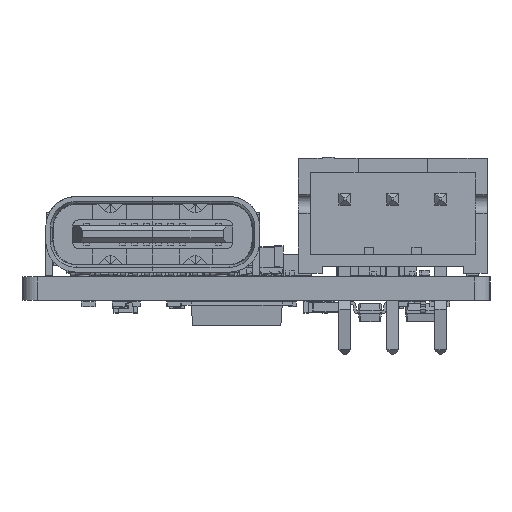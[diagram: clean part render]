
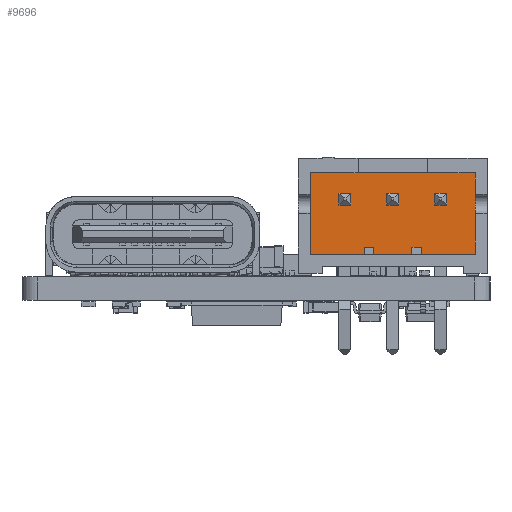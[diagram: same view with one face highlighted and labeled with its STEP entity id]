
A CAD part, left-side view. The second image highlights one B-rep face of the part: STEP entity #9696.
In plain terms, the highlighted face is planar.
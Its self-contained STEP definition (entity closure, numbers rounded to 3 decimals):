
#8747 = VERTEX_POINT('',#8748);
#8748 = CARTESIAN_POINT('',(5.45,-2.05,0.8));
#8754 = EDGE_CURVE('',#8747,#8755,#8757,.T.);
#8755 = VERTEX_POINT('',#8756);
#8756 = CARTESIAN_POINT('',(5.45,-2.05,4.2));
#8757 = LINE('',#8758,#8759);
#8758 = CARTESIAN_POINT('',(5.45,-2.05,0.8));
#8759 = VECTOR('',#8760,1.);
#8760 = DIRECTION('',(0.,0.,1.));
#9292 = VERTEX_POINT('',#9293);
#9293 = CARTESIAN_POINT('',(-1.45,-2.05,0.8));
#9299 = EDGE_CURVE('',#9292,#9300,#9302,.T.);
#9300 = VERTEX_POINT('',#9301);
#9301 = CARTESIAN_POINT('',(0.8,-2.05,0.8));
#9302 = LINE('',#9303,#9304);
#9303 = CARTESIAN_POINT('',(-1.45,-2.05,0.8));
#9304 = VECTOR('',#9305,1.);
#9305 = DIRECTION('',(1.,0.,0.));
#9324 = VERTEX_POINT('',#9325);
#9325 = CARTESIAN_POINT('',(1.2,-2.05,0.8));
#9331 = EDGE_CURVE('',#9324,#9332,#9334,.T.);
#9332 = VERTEX_POINT('',#9333);
#9333 = CARTESIAN_POINT('',(2.8,-2.05,0.8));
#9334 = LINE('',#9335,#9336);
#9335 = CARTESIAN_POINT('',(-1.45,-2.05,0.8));
#9336 = VECTOR('',#9337,1.);
#9337 = DIRECTION('',(1.,0.,0.));
#9356 = VERTEX_POINT('',#9357);
#9357 = CARTESIAN_POINT('',(3.2,-2.05,0.8));
#9363 = EDGE_CURVE('',#9356,#8747,#9364,.T.);
#9364 = LINE('',#9365,#9366);
#9365 = CARTESIAN_POINT('',(-1.45,-2.05,0.8));
#9366 = VECTOR('',#9367,1.);
#9367 = DIRECTION('',(1.,0.,0.));
#9389 = VERTEX_POINT('',#9390);
#9390 = CARTESIAN_POINT('',(-1.45,-2.05,4.2));
#9396 = EDGE_CURVE('',#9389,#9292,#9397,.T.);
#9397 = LINE('',#9398,#9399);
#9398 = CARTESIAN_POINT('',(-1.45,-2.05,4.2));
#9399 = VECTOR('',#9400,1.);
#9400 = DIRECTION('',(0.,0.,-1.));
#9591 = EDGE_CURVE('',#8755,#9592,#9594,.T.);
#9592 = VERTEX_POINT('',#9593);
#9593 = CARTESIAN_POINT('',(5.4,-2.05,4.2));
#9594 = LINE('',#9595,#9596);
#9595 = CARTESIAN_POINT('',(5.45,-2.05,4.2));
#9596 = VECTOR('',#9597,1.);
#9597 = DIRECTION('',(-1.,0.,0.));
#9616 = VERTEX_POINT('',#9617);
#9617 = CARTESIAN_POINT('',(4.4,-2.05,4.2));
#9623 = EDGE_CURVE('',#9616,#9624,#9626,.T.);
#9624 = VERTEX_POINT('',#9625);
#9625 = CARTESIAN_POINT('',(-0.4,-2.05,4.2));
#9626 = LINE('',#9627,#9628);
#9627 = CARTESIAN_POINT('',(5.45,-2.05,4.2));
#9628 = VECTOR('',#9629,1.);
#9629 = DIRECTION('',(-1.,0.,0.));
#9648 = VERTEX_POINT('',#9649);
#9649 = CARTESIAN_POINT('',(-1.4,-2.05,4.2));
#9655 = EDGE_CURVE('',#9648,#9389,#9656,.T.);
#9656 = LINE('',#9657,#9658);
#9657 = CARTESIAN_POINT('',(5.45,-2.05,4.2));
#9658 = VECTOR('',#9659,1.);
#9659 = DIRECTION('',(-1.,0.,0.));
#9696 = ADVANCED_FACE('',(#9697,#9763,#9797,#9831),#9865,.T.);
#9697 = FACE_BOUND('',#9698,.T.);
#9698 = EDGE_LOOP('',(#9699,#9700,#9701,#9702,#9708,#9709,#9715,#9716,
    #9717,#9718,#9726,#9734,#9740,#9741,#9749,#9757));
#9699 = ORIENTED_EDGE('',*,*,#9363,.T.);
#9700 = ORIENTED_EDGE('',*,*,#8754,.T.);
#9701 = ORIENTED_EDGE('',*,*,#9591,.T.);
#9702 = ORIENTED_EDGE('',*,*,#9703,.T.);
#9703 = EDGE_CURVE('',#9592,#9616,#9704,.T.);
#9704 = LINE('',#9705,#9706);
#9705 = CARTESIAN_POINT('',(5.45,-2.05,4.2));
#9706 = VECTOR('',#9707,1.);
#9707 = DIRECTION('',(-1.,0.,0.));
#9708 = ORIENTED_EDGE('',*,*,#9623,.T.);
#9709 = ORIENTED_EDGE('',*,*,#9710,.T.);
#9710 = EDGE_CURVE('',#9624,#9648,#9711,.T.);
#9711 = LINE('',#9712,#9713);
#9712 = CARTESIAN_POINT('',(5.45,-2.05,4.2));
#9713 = VECTOR('',#9714,1.);
#9714 = DIRECTION('',(-1.,0.,0.));
#9715 = ORIENTED_EDGE('',*,*,#9655,.T.);
#9716 = ORIENTED_EDGE('',*,*,#9396,.T.);
#9717 = ORIENTED_EDGE('',*,*,#9299,.T.);
#9718 = ORIENTED_EDGE('',*,*,#9719,.F.);
#9719 = EDGE_CURVE('',#9720,#9300,#9722,.T.);
#9720 = VERTEX_POINT('',#9721);
#9721 = CARTESIAN_POINT('',(0.8,-2.05,1.1));
#9722 = LINE('',#9723,#9724);
#9723 = CARTESIAN_POINT('',(0.8,-2.05,1.1));
#9724 = VECTOR('',#9725,1.);
#9725 = DIRECTION('',(0.,0.,-1.));
#9726 = ORIENTED_EDGE('',*,*,#9727,.F.);
#9727 = EDGE_CURVE('',#9728,#9720,#9730,.T.);
#9728 = VERTEX_POINT('',#9729);
#9729 = CARTESIAN_POINT('',(1.2,-2.05,1.1));
#9730 = LINE('',#9731,#9732);
#9731 = CARTESIAN_POINT('',(1.2,-2.05,1.1));
#9732 = VECTOR('',#9733,1.);
#9733 = DIRECTION('',(-1.,0.,0.));
#9734 = ORIENTED_EDGE('',*,*,#9735,.F.);
#9735 = EDGE_CURVE('',#9324,#9728,#9736,.T.);
#9736 = LINE('',#9737,#9738);
#9737 = CARTESIAN_POINT('',(1.2,-2.05,0.8));
#9738 = VECTOR('',#9739,1.);
#9739 = DIRECTION('',(0.,0.,1.));
#9740 = ORIENTED_EDGE('',*,*,#9331,.T.);
#9741 = ORIENTED_EDGE('',*,*,#9742,.F.);
#9742 = EDGE_CURVE('',#9743,#9332,#9745,.T.);
#9743 = VERTEX_POINT('',#9744);
#9744 = CARTESIAN_POINT('',(2.8,-2.05,1.1));
#9745 = LINE('',#9746,#9747);
#9746 = CARTESIAN_POINT('',(2.8,-2.05,1.1));
#9747 = VECTOR('',#9748,1.);
#9748 = DIRECTION('',(0.,0.,-1.));
#9749 = ORIENTED_EDGE('',*,*,#9750,.F.);
#9750 = EDGE_CURVE('',#9751,#9743,#9753,.T.);
#9751 = VERTEX_POINT('',#9752);
#9752 = CARTESIAN_POINT('',(3.2,-2.05,1.1));
#9753 = LINE('',#9754,#9755);
#9754 = CARTESIAN_POINT('',(3.2,-2.05,1.1));
#9755 = VECTOR('',#9756,1.);
#9756 = DIRECTION('',(-1.,0.,0.));
#9757 = ORIENTED_EDGE('',*,*,#9758,.F.);
#9758 = EDGE_CURVE('',#9356,#9751,#9759,.T.);
#9759 = LINE('',#9760,#9761);
#9760 = CARTESIAN_POINT('',(3.2,-2.05,0.8));
#9761 = VECTOR('',#9762,1.);
#9762 = DIRECTION('',(0.,0.,1.));
#9763 = FACE_BOUND('',#9764,.T.);
#9764 = EDGE_LOOP('',(#9765,#9775,#9783,#9791));
#9765 = ORIENTED_EDGE('',*,*,#9766,.F.);
#9766 = EDGE_CURVE('',#9767,#9769,#9771,.T.);
#9767 = VERTEX_POINT('',#9768);
#9768 = CARTESIAN_POINT('',(1.75,-2.05,3.35));
#9769 = VERTEX_POINT('',#9770);
#9770 = CARTESIAN_POINT('',(1.75,-2.05,2.85));
#9771 = LINE('',#9772,#9773);
#9772 = CARTESIAN_POINT('',(1.75,-2.05,1.912));
#9773 = VECTOR('',#9774,1.);
#9774 = DIRECTION('',(0.,0.,-1.));
#9775 = ORIENTED_EDGE('',*,*,#9776,.T.);
#9776 = EDGE_CURVE('',#9767,#9777,#9779,.T.);
#9777 = VERTEX_POINT('',#9778);
#9778 = CARTESIAN_POINT('',(2.25,-2.05,3.35));
#9779 = LINE('',#9780,#9781);
#9780 = CARTESIAN_POINT('',(2.125,-2.05,3.35));
#9781 = VECTOR('',#9782,1.);
#9782 = DIRECTION('',(1.,0.,0.));
#9783 = ORIENTED_EDGE('',*,*,#9784,.T.);
#9784 = EDGE_CURVE('',#9777,#9785,#9787,.T.);
#9785 = VERTEX_POINT('',#9786);
#9786 = CARTESIAN_POINT('',(2.25,-2.05,2.85));
#9787 = LINE('',#9788,#9789);
#9788 = CARTESIAN_POINT('',(2.25,-2.05,1.912));
#9789 = VECTOR('',#9790,1.);
#9790 = DIRECTION('',(0.,0.,-1.));
#9791 = ORIENTED_EDGE('',*,*,#9792,.T.);
#9792 = EDGE_CURVE('',#9785,#9769,#9793,.T.);
#9793 = LINE('',#9794,#9795);
#9794 = CARTESIAN_POINT('',(2.125,-2.05,2.85));
#9795 = VECTOR('',#9796,1.);
#9796 = DIRECTION('',(-1.,0.,0.));
#9797 = FACE_BOUND('',#9798,.T.);
#9798 = EDGE_LOOP('',(#9799,#9809,#9817,#9825));
#9799 = ORIENTED_EDGE('',*,*,#9800,.T.);
#9800 = EDGE_CURVE('',#9801,#9803,#9805,.T.);
#9801 = VERTEX_POINT('',#9802);
#9802 = CARTESIAN_POINT('',(4.25,-2.05,3.35));
#9803 = VERTEX_POINT('',#9804);
#9804 = CARTESIAN_POINT('',(4.25,-2.05,2.85));
#9805 = LINE('',#9806,#9807);
#9806 = CARTESIAN_POINT('',(4.25,-2.05,1.901));
#9807 = VECTOR('',#9808,1.);
#9808 = DIRECTION('',(0.,0.,-1.));
#9809 = ORIENTED_EDGE('',*,*,#9810,.T.);
#9810 = EDGE_CURVE('',#9803,#9811,#9813,.T.);
#9811 = VERTEX_POINT('',#9812);
#9812 = CARTESIAN_POINT('',(3.75,-2.05,2.85));
#9813 = LINE('',#9814,#9815);
#9814 = CARTESIAN_POINT('',(3.125,-2.05,2.85));
#9815 = VECTOR('',#9816,1.);
#9816 = DIRECTION('',(-1.,0.,0.));
#9817 = ORIENTED_EDGE('',*,*,#9818,.F.);
#9818 = EDGE_CURVE('',#9819,#9811,#9821,.T.);
#9819 = VERTEX_POINT('',#9820);
#9820 = CARTESIAN_POINT('',(3.75,-2.05,3.35));
#9821 = LINE('',#9822,#9823);
#9822 = CARTESIAN_POINT('',(3.75,-2.05,1.901));
#9823 = VECTOR('',#9824,1.);
#9824 = DIRECTION('',(0.,0.,-1.));
#9825 = ORIENTED_EDGE('',*,*,#9826,.T.);
#9826 = EDGE_CURVE('',#9819,#9801,#9827,.T.);
#9827 = LINE('',#9828,#9829);
#9828 = CARTESIAN_POINT('',(3.125,-2.05,3.35));
#9829 = VECTOR('',#9830,1.);
#9830 = DIRECTION('',(1.,0.,0.));
#9831 = FACE_BOUND('',#9832,.T.);
#9832 = EDGE_LOOP('',(#9833,#9843,#9851,#9859));
#9833 = ORIENTED_EDGE('',*,*,#9834,.F.);
#9834 = EDGE_CURVE('',#9835,#9837,#9839,.T.);
#9835 = VERTEX_POINT('',#9836);
#9836 = CARTESIAN_POINT('',(-0.25,-2.05,3.35));
#9837 = VERTEX_POINT('',#9838);
#9838 = CARTESIAN_POINT('',(-0.25,-2.05,2.85));
#9839 = LINE('',#9840,#9841);
#9840 = CARTESIAN_POINT('',(-0.25,-2.05,1.901));
#9841 = VECTOR('',#9842,1.);
#9842 = DIRECTION('',(0.,0.,-1.));
#9843 = ORIENTED_EDGE('',*,*,#9844,.T.);
#9844 = EDGE_CURVE('',#9835,#9845,#9847,.T.);
#9845 = VERTEX_POINT('',#9846);
#9846 = CARTESIAN_POINT('',(0.25,-2.05,3.35));
#9847 = LINE('',#9848,#9849);
#9848 = CARTESIAN_POINT('',(1.125,-2.05,3.35));
#9849 = VECTOR('',#9850,1.);
#9850 = DIRECTION('',(1.,0.,0.));
#9851 = ORIENTED_EDGE('',*,*,#9852,.T.);
#9852 = EDGE_CURVE('',#9845,#9853,#9855,.T.);
#9853 = VERTEX_POINT('',#9854);
#9854 = CARTESIAN_POINT('',(0.25,-2.05,2.85));
#9855 = LINE('',#9856,#9857);
#9856 = CARTESIAN_POINT('',(0.25,-2.05,1.901));
#9857 = VECTOR('',#9858,1.);
#9858 = DIRECTION('',(0.,0.,-1.));
#9859 = ORIENTED_EDGE('',*,*,#9860,.T.);
#9860 = EDGE_CURVE('',#9853,#9837,#9861,.T.);
#9861 = LINE('',#9862,#9863);
#9862 = CARTESIAN_POINT('',(1.125,-2.05,2.85));
#9863 = VECTOR('',#9864,1.);
#9864 = DIRECTION('',(-1.,0.,0.));
#9865 = PLANE('',#9866);
#9866 = AXIS2_PLACEMENT_3D('',#9867,#9868,#9869);
#9867 = CARTESIAN_POINT('',(2.,-2.05,2.5));
#9868 = DIRECTION('',(0.,-1.,0.));
#9869 = DIRECTION('',(0.,0.,-1.));
